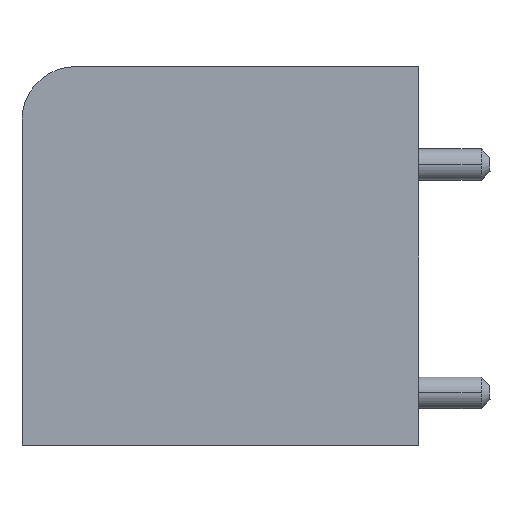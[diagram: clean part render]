
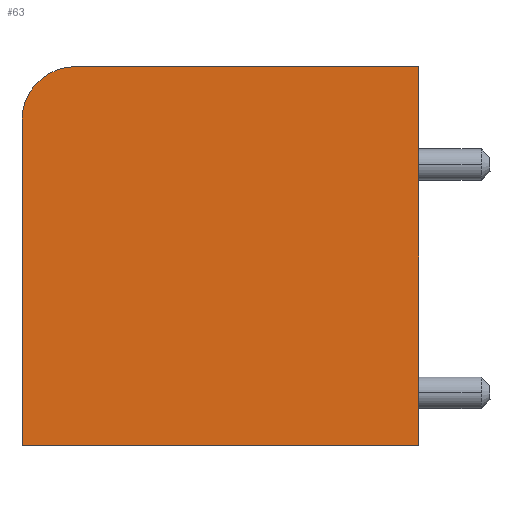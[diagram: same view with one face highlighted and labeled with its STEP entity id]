
A CAD part, left-side view. The second image highlights one B-rep face of the part: STEP entity #63.
In plain terms, the highlighted planar face has unit normal (-1, 0, 0).
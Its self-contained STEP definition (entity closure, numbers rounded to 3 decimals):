
#63=ADVANCED_FACE('',(#165),#166,.F.);
#165=FACE_OUTER_BOUND('',#359,.T.);
#166=PLANE('',#360);
#359=EDGE_LOOP('',(#573,#574,#575,#576,#577));
#360=AXIS2_PLACEMENT_3D('',#578,#579,#580);
#573=ORIENTED_EDGE('',*,*,#1316,.F.);
#574=ORIENTED_EDGE('',*,*,#1317,.F.);
#575=ORIENTED_EDGE('',*,*,#1318,.F.);
#576=ORIENTED_EDGE('',*,*,#1319,.F.);
#577=ORIENTED_EDGE('',*,*,#1320,.F.);
#578=CARTESIAN_POINT('',(-13.97,0.0,0.0));
#579=DIRECTION('',(1.0,0.0,0.0));
#580=DIRECTION('',(0.0,1.0,0.0));
#1316=EDGE_CURVE('',#1583,#1584,#1585,.T.);
#1317=EDGE_CURVE('',#1586,#1583,#1587,.T.);
#1318=EDGE_CURVE('',#1588,#1586,#1589,.T.);
#1319=EDGE_CURVE('',#1590,#1588,#1591,.T.);
#1320=EDGE_CURVE('',#1584,#1590,#1592,.T.);
#1583=VERTEX_POINT('',#1982);
#1584=VERTEX_POINT('',#1983);
#1585=LINE('',#1984,#1985);
#1586=VERTEX_POINT('',#1986);
#1587=CIRCLE('',#1987,3.048);
#1588=VERTEX_POINT('',#1988);
#1589=LINE('',#1989,#1990);
#1590=VERTEX_POINT('',#1991);
#1591=LINE('',#1992,#1993);
#1592=LINE('',#1994,#1995);
#1982=CARTESIAN_POINT('',(-13.97,19.558,12.09));
#1983=CARTESIAN_POINT('',(-13.97,0.0,12.09));
#1984=CARTESIAN_POINT('',(-13.97,19.558,12.09));
#1985=VECTOR('',#2616,19.558);
#1986=CARTESIAN_POINT('',(-13.97,22.606,9.042));
#1987=AXIS2_PLACEMENT_3D('',#2617,#2618,#2619);
#1988=CARTESIAN_POINT('',(-13.97,22.606,-9.5));
#1989=CARTESIAN_POINT('',(-13.97,22.606,-9.5));
#1990=VECTOR('',#2620,18.542);
#1991=CARTESIAN_POINT('',(-13.97,0.0,-9.5));
#1992=CARTESIAN_POINT('',(-13.97,0.0,-9.5));
#1993=VECTOR('',#2621,22.606);
#1994=CARTESIAN_POINT('',(-13.97,0.0,12.09));
#1995=VECTOR('',#2622,21.59);
#2616=DIRECTION('',(0.0,-1.0,0.0));
#2617=CARTESIAN_POINT('',(-13.97,19.558,9.042));
#2618=DIRECTION('',(1.0,0.0,0.0));
#2619=DIRECTION('',(0.0,1.0,0.0));
#2620=DIRECTION('',(0.0,0.0,1.0));
#2621=DIRECTION('',(0.0,1.0,0.0));
#2622=DIRECTION('',(0.0,0.0,-1.0));
